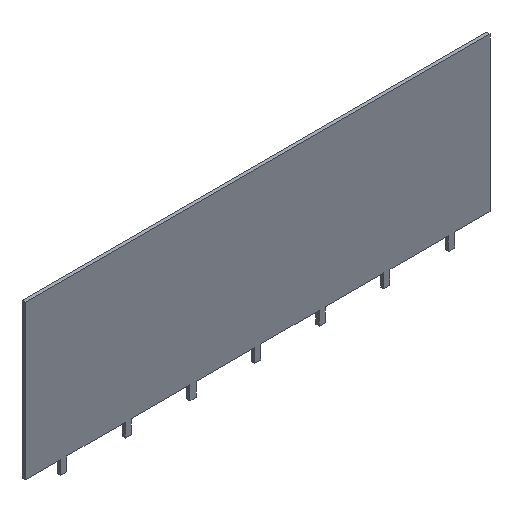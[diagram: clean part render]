
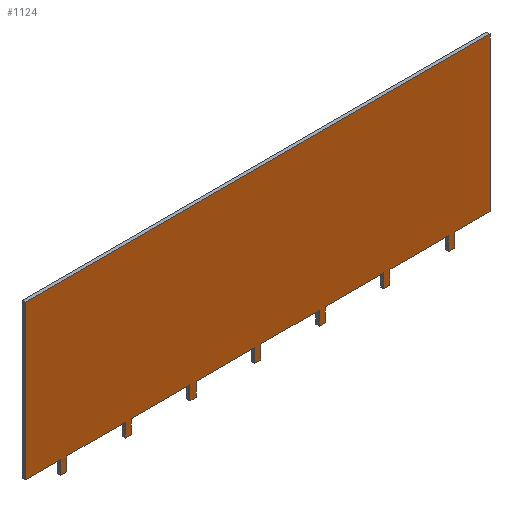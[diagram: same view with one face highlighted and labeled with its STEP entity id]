
A CAD part, isometric view. The second image highlights one B-rep face of the part: STEP entity #1124.
In plain terms, the highlighted free-form (B-spline) face has degree [1, 1] with [2, 2] control points.
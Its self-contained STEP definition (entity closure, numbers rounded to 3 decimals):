
#72=CARTESIAN_POINT('',(-37.75,-0.27,25.0));
#73=VERTEX_POINT('',#72);
#88=CARTESIAN_POINT('',(-37.75,-0.27,0.0));
#89=VERTEX_POINT('',#88);
#96=CARTESIAN_POINT('',(-37.75,-0.27,25.0));
#97=DIRECTION('',(0.0,0.0,-1.0));
#98=VECTOR('',#97,25.0);
#99=LINE('',#96,#98);
#100=EDGE_CURVE('',#73,#89,#99,.T.);
#110=CARTESIAN_POINT('',(37.75,-0.27,25.0));
#111=VERTEX_POINT('',#110);
#120=CARTESIAN_POINT('',(37.75,-0.27,0.0));
#121=VERTEX_POINT('',#120);
#122=CARTESIAN_POINT('',(37.75,-0.27,0.0));
#123=DIRECTION('',(0.0,0.0,1.0));
#124=VECTOR('',#123,25.0);
#125=LINE('',#122,#124);
#126=EDGE_CURVE('',#121,#111,#125,.T.);
#159=CARTESIAN_POINT('',(-32.,-0.27,0.0));
#160=VERTEX_POINT('',#159);
#167=CARTESIAN_POINT('',(-37.75,-0.27,0.0));
#168=DIRECTION('',(1.0,0.0,0.0));
#169=VECTOR('',#168,5.75);
#170=LINE('',#167,#169);
#171=EDGE_CURVE('',#89,#160,#170,.T.);
#421=CARTESIAN_POINT('',(32.,-0.27,0.0));
#422=VERTEX_POINT('',#421);
#423=CARTESIAN_POINT('',(32.,-0.27,0.0));
#424=DIRECTION('',(1.0,0.0,0.0));
#425=VECTOR('',#424,5.75);
#426=LINE('',#423,#425);
#427=EDGE_CURVE('',#422,#121,#426,.T.);
#444=CARTESIAN_POINT('',(-31.,-0.27,-2.25));
#445=VERTEX_POINT('',#444);
#452=CARTESIAN_POINT('',(-32.,-0.27,-2.25));
#453=VERTEX_POINT('',#452);
#454=CARTESIAN_POINT('',(-32.,-0.27,-2.25));
#455=DIRECTION('',(1.0,0.0,0.0));
#456=VECTOR('',#455,1.0);
#457=LINE('',#454,#456);
#458=EDGE_CURVE('',#453,#445,#457,.T.);
#475=CARTESIAN_POINT('',(-32.,-0.27,0.0));
#476=DIRECTION('',(0.0,0.0,-1.0));
#477=VECTOR('',#476,2.25);
#478=LINE('',#475,#477);
#479=EDGE_CURVE('',#160,#453,#478,.T.);
#493=CARTESIAN_POINT('',(-31.,-0.27,0.0));
#494=VERTEX_POINT('',#493);
#501=CARTESIAN_POINT('',(-31.,-0.27,0.0));
#502=DIRECTION('',(0.0,0.0,-1.0));
#503=VECTOR('',#502,2.25);
#504=LINE('',#501,#503);
#505=EDGE_CURVE('',#494,#445,#504,.T.);
#516=CARTESIAN_POINT('',(-20.5,-0.27,-2.25));
#517=VERTEX_POINT('',#516);
#524=CARTESIAN_POINT('',(-21.5,-0.27,-2.25));
#525=VERTEX_POINT('',#524);
#526=CARTESIAN_POINT('',(-21.5,-0.27,-2.25));
#527=DIRECTION('',(1.0,0.0,0.0));
#528=VECTOR('',#527,1.0);
#529=LINE('',#526,#528);
#530=EDGE_CURVE('',#525,#517,#529,.T.);
#547=CARTESIAN_POINT('',(-21.5,-0.27,0.0));
#548=VERTEX_POINT('',#547);
#549=CARTESIAN_POINT('',(-21.5,-0.27,0.0));
#550=DIRECTION('',(0.0,0.0,-1.0));
#551=VECTOR('',#550,2.25);
#552=LINE('',#549,#551);
#553=EDGE_CURVE('',#548,#525,#552,.T.);
#572=CARTESIAN_POINT('',(-20.5,-0.27,0.0));
#573=VERTEX_POINT('',#572);
#580=CARTESIAN_POINT('',(-20.5,-0.27,0.0));
#581=DIRECTION('',(0.0,0.0,-1.0));
#582=VECTOR('',#581,2.25);
#583=LINE('',#580,#582);
#584=EDGE_CURVE('',#573,#517,#583,.T.);
#598=CARTESIAN_POINT('',(-31.,-0.27,0.0));
#599=DIRECTION('',(1.0,0.0,0.0));
#600=VECTOR('',#599,9.5);
#601=LINE('',#598,#600);
#602=EDGE_CURVE('',#494,#548,#601,.T.);
#612=CARTESIAN_POINT('',(-10.,-0.27,-2.25));
#613=VERTEX_POINT('',#612);
#620=CARTESIAN_POINT('',(-11.,-0.27,-2.25));
#621=VERTEX_POINT('',#620);
#622=CARTESIAN_POINT('',(-11.,-0.27,-2.25));
#623=DIRECTION('',(1.0,0.0,0.0));
#624=VECTOR('',#623,1.0);
#625=LINE('',#622,#624);
#626=EDGE_CURVE('',#621,#613,#625,.T.);
#643=CARTESIAN_POINT('',(-11.,-0.27,0.0));
#644=VERTEX_POINT('',#643);
#645=CARTESIAN_POINT('',(-11.,-0.27,0.0));
#646=DIRECTION('',(0.0,0.0,-1.0));
#647=VECTOR('',#646,2.25);
#648=LINE('',#645,#647);
#649=EDGE_CURVE('',#644,#621,#648,.T.);
#668=CARTESIAN_POINT('',(-10.,-0.27,0.0));
#669=VERTEX_POINT('',#668);
#676=CARTESIAN_POINT('',(-10.,-0.27,0.0));
#677=DIRECTION('',(0.0,0.0,-1.0));
#678=VECTOR('',#677,2.25);
#679=LINE('',#676,#678);
#680=EDGE_CURVE('',#669,#613,#679,.T.);
#694=CARTESIAN_POINT('',(-20.5,-0.27,0.0));
#695=DIRECTION('',(1.0,0.0,0.0));
#696=VECTOR('',#695,9.5);
#697=LINE('',#694,#696);
#698=EDGE_CURVE('',#573,#644,#697,.T.);
#708=CARTESIAN_POINT('',(0.5,-0.27,-2.25));
#709=VERTEX_POINT('',#708);
#716=CARTESIAN_POINT('',(-0.5,-0.27,-2.25));
#717=VERTEX_POINT('',#716);
#718=CARTESIAN_POINT('',(-0.5,-0.27,-2.25));
#719=DIRECTION('',(1.0,0.0,0.0));
#720=VECTOR('',#719,1.0);
#721=LINE('',#718,#720);
#722=EDGE_CURVE('',#717,#709,#721,.T.);
#739=CARTESIAN_POINT('',(-0.5,-0.27,0.0));
#740=VERTEX_POINT('',#739);
#741=CARTESIAN_POINT('',(-0.5,-0.27,0.0));
#742=DIRECTION('',(0.0,0.0,-1.0));
#743=VECTOR('',#742,2.25);
#744=LINE('',#741,#743);
#745=EDGE_CURVE('',#740,#717,#744,.T.);
#764=CARTESIAN_POINT('',(0.5,-0.27,0.0));
#765=VERTEX_POINT('',#764);
#772=CARTESIAN_POINT('',(0.5,-0.27,0.0));
#773=DIRECTION('',(0.0,0.0,-1.0));
#774=VECTOR('',#773,2.25);
#775=LINE('',#772,#774);
#776=EDGE_CURVE('',#765,#709,#775,.T.);
#790=CARTESIAN_POINT('',(-10.,-0.27,0.0));
#791=DIRECTION('',(1.0,0.0,0.0));
#792=VECTOR('',#791,9.5);
#793=LINE('',#790,#792);
#794=EDGE_CURVE('',#669,#740,#793,.T.);
#804=CARTESIAN_POINT('',(11.,-0.27,-2.25));
#805=VERTEX_POINT('',#804);
#812=CARTESIAN_POINT('',(10.,-0.27,-2.25));
#813=VERTEX_POINT('',#812);
#814=CARTESIAN_POINT('',(10.,-0.27,-2.25));
#815=DIRECTION('',(1.0,0.0,0.0));
#816=VECTOR('',#815,1.0);
#817=LINE('',#814,#816);
#818=EDGE_CURVE('',#813,#805,#817,.T.);
#835=CARTESIAN_POINT('',(10.,-0.27,0.0));
#836=VERTEX_POINT('',#835);
#837=CARTESIAN_POINT('',(10.,-0.27,0.0));
#838=DIRECTION('',(0.0,0.0,-1.0));
#839=VECTOR('',#838,2.25);
#840=LINE('',#837,#839);
#841=EDGE_CURVE('',#836,#813,#840,.T.);
#860=CARTESIAN_POINT('',(11.,-0.27,0.0));
#861=VERTEX_POINT('',#860);
#868=CARTESIAN_POINT('',(11.,-0.27,0.0));
#869=DIRECTION('',(0.0,0.0,-1.0));
#870=VECTOR('',#869,2.25);
#871=LINE('',#868,#870);
#872=EDGE_CURVE('',#861,#805,#871,.T.);
#886=CARTESIAN_POINT('',(0.5,-0.27,0.0));
#887=DIRECTION('',(1.0,0.0,0.0));
#888=VECTOR('',#887,9.5);
#889=LINE('',#886,#888);
#890=EDGE_CURVE('',#765,#836,#889,.T.);
#900=CARTESIAN_POINT('',(32.,-0.27,-2.25));
#901=VERTEX_POINT('',#900);
#908=CARTESIAN_POINT('',(31.,-0.27,-2.25));
#909=VERTEX_POINT('',#908);
#910=CARTESIAN_POINT('',(31.,-0.27,-2.25));
#911=DIRECTION('',(1.0,0.0,0.0));
#912=VECTOR('',#911,1.0);
#913=LINE('',#910,#912);
#914=EDGE_CURVE('',#909,#901,#913,.T.);
#931=CARTESIAN_POINT('',(31.,-0.27,0.0));
#932=VERTEX_POINT('',#931);
#933=CARTESIAN_POINT('',(31.,-0.27,0.0));
#934=DIRECTION('',(0.0,0.0,-1.0));
#935=VECTOR('',#934,2.25);
#936=LINE('',#933,#935);
#937=EDGE_CURVE('',#932,#909,#936,.T.);
#957=CARTESIAN_POINT('',(32.,-0.27,0.0));
#958=DIRECTION('',(0.0,0.0,-1.0));
#959=VECTOR('',#958,2.25);
#960=LINE('',#957,#959);
#961=EDGE_CURVE('',#422,#901,#960,.T.);
#973=CARTESIAN_POINT('',(21.5,-0.27,0.0));
#974=VERTEX_POINT('',#973);
#975=CARTESIAN_POINT('',(21.5,-0.27,0.0));
#976=DIRECTION('',(1.0,0.0,0.0));
#977=VECTOR('',#976,9.5);
#978=LINE('',#975,#977);
#979=EDGE_CURVE('',#974,#932,#978,.T.);
#998=CARTESIAN_POINT('',(20.5,-0.27,0.0));
#999=VERTEX_POINT('',#998);
#1006=CARTESIAN_POINT('',(11.,-0.27,0.0));
#1007=DIRECTION('',(1.0,0.0,0.0));
#1008=VECTOR('',#1007,9.5);
#1009=LINE('',#1006,#1008);
#1010=EDGE_CURVE('',#861,#999,#1009,.T.);
#1021=CARTESIAN_POINT('',(37.75,-0.27,25.0));
#1022=DIRECTION('',(-1.0,0.0,0.0));
#1023=VECTOR('',#1022,75.5);
#1024=LINE('',#1021,#1023);
#1025=EDGE_CURVE('',#111,#73,#1024,.T.);
#1037=CARTESIAN_POINT('',(21.5,-0.27,-2.25));
#1038=VERTEX_POINT('',#1037);
#1045=CARTESIAN_POINT('',(20.5,-0.27,-2.25));
#1046=VERTEX_POINT('',#1045);
#1047=CARTESIAN_POINT('',(20.5,-0.27,-2.25));
#1048=DIRECTION('',(1.0,0.0,0.0));
#1049=VECTOR('',#1048,1.0);
#1050=LINE('',#1047,#1049);
#1051=EDGE_CURVE('',#1046,#1038,#1050,.T.);
#1068=CARTESIAN_POINT('',(20.5,-0.27,0.0));
#1069=DIRECTION('',(0.0,0.0,-1.0));
#1070=VECTOR('',#1069,2.25);
#1071=LINE('',#1068,#1070);
#1072=EDGE_CURVE('',#999,#1046,#1071,.T.);
#1080=CARTESIAN_POINT('',(37.75,-0.27,25.0));
#1081=CARTESIAN_POINT('',(37.75,-0.27,-2.25));
#1082=CARTESIAN_POINT('',(-37.75,-0.27,25.0));
#1083=CARTESIAN_POINT('',(-37.75,-0.27,-2.25));
#1084=B_SPLINE_SURFACE_WITH_KNOTS('',1,1,((#1080,#1082),(#1081,#1083)),.UNSPECIFIED.,.F.,.F.,.U.,(2,2),(2,2),(0.0,27.25),(0.0,75.5),.UNSPECIFIED.);
#1085=ORIENTED_EDGE('',*,*,#100,.T.);
#1086=ORIENTED_EDGE('',*,*,#171,.T.);
#1087=ORIENTED_EDGE('',*,*,#479,.T.);
#1088=ORIENTED_EDGE('',*,*,#458,.T.);
#1089=ORIENTED_EDGE('',*,*,#505,.F.);
#1090=ORIENTED_EDGE('',*,*,#602,.T.);
#1091=ORIENTED_EDGE('',*,*,#553,.T.);
#1092=ORIENTED_EDGE('',*,*,#530,.T.);
#1093=ORIENTED_EDGE('',*,*,#584,.F.);
#1094=ORIENTED_EDGE('',*,*,#698,.T.);
#1095=ORIENTED_EDGE('',*,*,#649,.T.);
#1096=ORIENTED_EDGE('',*,*,#626,.T.);
#1097=ORIENTED_EDGE('',*,*,#680,.F.);
#1098=ORIENTED_EDGE('',*,*,#794,.T.);
#1099=ORIENTED_EDGE('',*,*,#745,.T.);
#1100=ORIENTED_EDGE('',*,*,#722,.T.);
#1101=ORIENTED_EDGE('',*,*,#776,.F.);
#1102=ORIENTED_EDGE('',*,*,#890,.T.);
#1103=ORIENTED_EDGE('',*,*,#841,.T.);
#1104=ORIENTED_EDGE('',*,*,#818,.T.);
#1105=ORIENTED_EDGE('',*,*,#872,.F.);
#1106=ORIENTED_EDGE('',*,*,#1010,.T.);
#1107=ORIENTED_EDGE('',*,*,#1072,.T.);
#1108=ORIENTED_EDGE('',*,*,#1051,.T.);
#1109=CARTESIAN_POINT('',(21.5,-0.27,0.0));
#1110=DIRECTION('',(0.0,0.0,-1.0));
#1111=VECTOR('',#1110,2.25);
#1112=LINE('',#1109,#1111);
#1113=EDGE_CURVE('',#974,#1038,#1112,.T.);
#1114=ORIENTED_EDGE('',*,*,#1113,.F.);
#1115=ORIENTED_EDGE('',*,*,#979,.T.);
#1116=ORIENTED_EDGE('',*,*,#937,.T.);
#1117=ORIENTED_EDGE('',*,*,#914,.T.);
#1118=ORIENTED_EDGE('',*,*,#961,.F.);
#1119=ORIENTED_EDGE('',*,*,#427,.T.);
#1120=ORIENTED_EDGE('',*,*,#126,.T.);
#1121=ORIENTED_EDGE('',*,*,#1025,.T.);
#1122=EDGE_LOOP('',(#1085,#1086,#1087,#1088,#1089,#1090,#1091,#1092,#1093,#1094,#1095,#1096,#1097,#1098,#1099,#1100,#1101,#1102,#1103,#1104,#1105,#1106,#1107,#1108,#1114,#1115,#1116,#1117,#1118,#1119,#1120,#1121));
#1123=FACE_OUTER_BOUND('',#1122,.T.);
#1124=ADVANCED_FACE('',(#1123),#1084,.F.);
